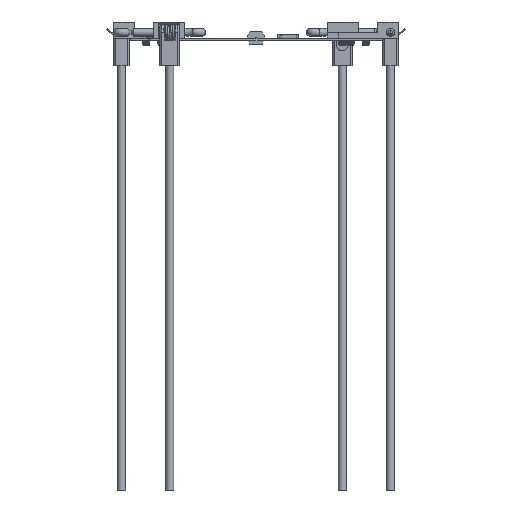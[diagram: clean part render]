
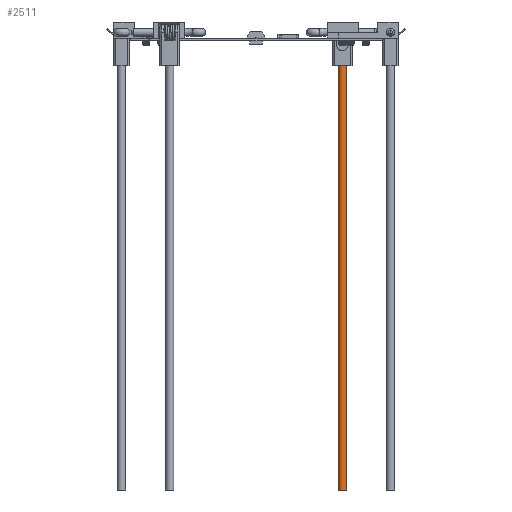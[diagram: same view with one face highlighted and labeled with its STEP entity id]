
A CAD part, front view. The second image highlights one B-rep face of the part: STEP entity #2511.
In plain terms, the highlighted cylindrical face has radius 1.6 mm (diameter 3.2 mm), a full revolution.
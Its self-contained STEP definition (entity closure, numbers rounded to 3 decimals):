
#1840=FACE_BOUND('',#3458,.T.);
#1841=FACE_BOUND('',#3459,.T.);
#2511=ADVANCED_FACE('',(#1840,#1841),#2618,.T.);
#2618=CYLINDRICAL_SURFACE('',#9336,1.6);
#3458=EDGE_LOOP('',(#6856));
#3459=EDGE_LOOP('',(#6857));
#6856=ORIENTED_EDGE('',*,*,#8508,.F.);
#6857=ORIENTED_EDGE('',*,*,#8509,.T.);
#7519=VERTEX_POINT('',#18556);
#7520=VERTEX_POINT('',#18558);
#8508=EDGE_CURVE('',#7519,#7519,#8724,.T.);
#8509=EDGE_CURVE('',#7520,#7520,#8725,.T.);
#8724=CIRCLE('',#9334,1.6);
#8725=CIRCLE('',#9335,1.6);
#9334=AXIS2_PLACEMENT_3D('',#18555,#11320,#11321);
#9335=AXIS2_PLACEMENT_3D('',#18557,#11322,#11323);
#9336=AXIS2_PLACEMENT_3D('',#18559,#11324,#11325);
#11320=DIRECTION('',(0.,0.,1.));
#11321=DIRECTION('',(1.,0.,0.));
#11322=DIRECTION('',(0.,0.,1.));
#11323=DIRECTION('',(1.,0.,0.));
#11324=DIRECTION('',(0.,0.,-1.));
#11325=DIRECTION('',(-1.,0.,0.));
#18555=CARTESIAN_POINT('',(0.,0.,172.4));
#18556=CARTESIAN_POINT('',(1.6,0.,172.4));
#18557=CARTESIAN_POINT('',(0.,0.,0.));
#18558=CARTESIAN_POINT('',(1.6,0.,0.));
#18559=CARTESIAN_POINT('',(0.,0.,172.4));
